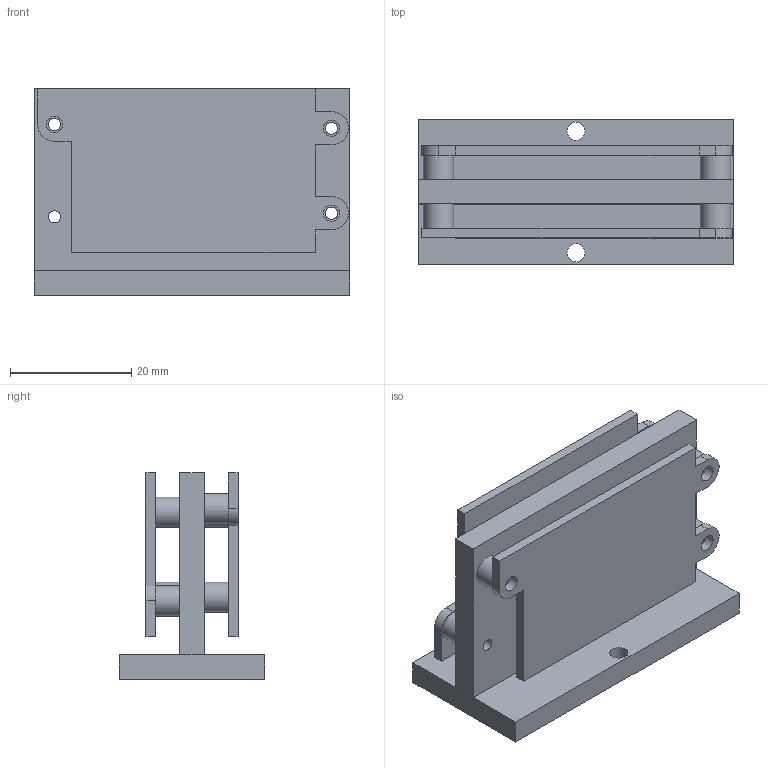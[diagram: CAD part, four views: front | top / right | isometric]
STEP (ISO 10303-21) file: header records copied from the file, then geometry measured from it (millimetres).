
FILE_DESCRIPTION(('FreeCAD Model'),'2;1');
FILE_NAME( 'zubax_orel_holder.step', '2020-04-13T08:41:35',('Author'),(''), 'Open CASCADE STEP processor 7.3','FreeCAD','Unknown');
FILE_SCHEMA(('AUTOMOTIVE_DESIGN { 1 0 10303 214 1 1 1 1 }'));
Length unit declared in the file: millimetre
Products named in the file (4): zubax_orel_holder; zubax_orel001; zubax_orel; holder
Assembly tree (3 placements, depth 2):
  zubax_orel_holder
    zubax_orel001
    zubax_orel
    holder
Bounding box: 52 x 24 x 34 mm (x, y, z)
Volume: 15257.5 mm3; surface area: 12382.4 mm2
Topology: 3 solids, 3 shells, 70 faces, 170 edges, 112 vertices
Faces by surface type: plane 46, cylinder 24
Full cylindrical faces by diameter (mm): 2 x4, 2.7 x6, 3 x2, 5 x6
Entity records: 4412 total; most frequent: CARTESIAN_POINT 720, DIRECTION 702, LINE 414, VECTOR 414, ORIENTED_EDGE 340, PCURVE 340, DEFINITIONAL_REPRESENTATION 340, EDGE_CURVE 170
